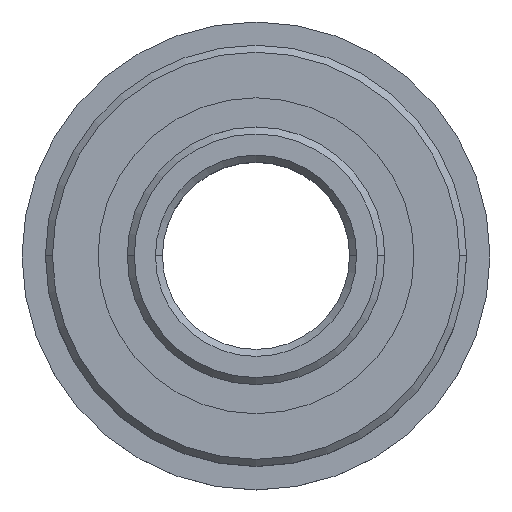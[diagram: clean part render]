
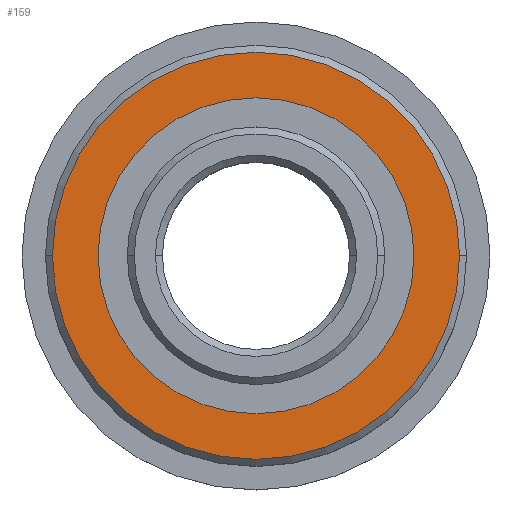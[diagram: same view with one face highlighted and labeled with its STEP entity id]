
A CAD part, top view. The second image highlights one B-rep face of the part: STEP entity #159.
In plain terms, the highlighted planar face has unit normal (0, 0, 1).
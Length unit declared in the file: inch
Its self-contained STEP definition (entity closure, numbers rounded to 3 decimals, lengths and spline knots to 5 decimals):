
#23 = DIRECTION ( 'NONE',  ( 0., 0., 1. ) ) ;
#57 = DIRECTION ( 'NONE',  ( 1., 0., 0. ) ) ;
#92 = CIRCLE ( 'NONE', #1364, 0.54375 ) ;
#159 = ADVANCED_FACE ( 'NONE', ( #864, #1091 ), #592, .F. ) ;
#165 = EDGE_CURVE ( 'NONE', #1619, #263, #866, .T. ) ;
#199 = ORIENTED_EDGE ( 'NONE', *, *, #165, .F. ) ;
#259 = ORIENTED_EDGE ( 'NONE', *, *, #380, .T. ) ;
#263 = VERTEX_POINT ( 'NONE', #1524 ) ;
#349 = DIRECTION ( 'NONE',  ( 0., 0., 1. ) ) ;
#380 = EDGE_CURVE ( 'NONE', #1343, #1639, #874, .T. ) ;
#403 = CARTESIAN_POINT ( 'NONE',  ( 0., 0., 0.1875 ) ) ;
#404 = EDGE_CURVE ( 'NONE', #263, #1619, #1773, .T. ) ;
#460 = CARTESIAN_POINT ( 'NONE',  ( 0., 0.54375, 0.1875 ) ) ;
#532 = DIRECTION ( 'NONE',  ( 1., 0., 0. ) ) ;
#571 = CARTESIAN_POINT ( 'NONE',  ( 0., 0., 0.1875 ) ) ;
#592 = PLANE ( 'NONE',  #893 ) ;
#608 = DIRECTION ( 'NONE',  ( 0., 0., -1. ) ) ;
#749 = DIRECTION ( 'NONE',  ( -1., 0., 0. ) ) ;
#789 = AXIS2_PLACEMENT_3D ( 'NONE', #571, #23, #57 ) ;
#805 = CARTESIAN_POINT ( 'NONE',  ( 0., 0., 0.1875 ) ) ;
#864 = FACE_BOUND ( 'NONE', #1486, .T. ) ;
#866 = CIRCLE ( 'NONE', #789, 0.422 ) ;
#874 = CIRCLE ( 'NONE', #1256, 0.54375 ) ;
#893 = AXIS2_PLACEMENT_3D ( 'NONE', #460, #608, #749 ) ;
#941 = DIRECTION ( 'NONE',  ( 1., 0., 0. ) ) ;
#963 = CARTESIAN_POINT ( 'NONE',  ( 0.54375, 0., 0.1875 ) ) ;
#1091 = FACE_OUTER_BOUND ( 'NONE', #1386, .T. ) ;
#1164 = CARTESIAN_POINT ( 'NONE',  ( 0., 0., 0.1875 ) ) ;
#1256 = AXIS2_PLACEMENT_3D ( 'NONE', #805, #1748, #941 ) ;
#1295 = DIRECTION ( 'NONE',  ( 1., 0., 0. ) ) ;
#1341 = AXIS2_PLACEMENT_3D ( 'NONE', #403, #1345, #532 ) ;
#1343 = VERTEX_POINT ( 'NONE', #963 ) ;
#1345 = DIRECTION ( 'NONE',  ( 0., 0., 1. ) ) ;
#1346 = ORIENTED_EDGE ( 'NONE', *, *, #404, .F. ) ;
#1364 = AXIS2_PLACEMENT_3D ( 'NONE', #1164, #349, #1295 ) ;
#1386 = EDGE_LOOP ( 'NONE', ( #1450, #259 ) ) ;
#1450 = ORIENTED_EDGE ( 'NONE', *, *, #1555, .T. ) ;
#1486 = EDGE_LOOP ( 'NONE', ( #199, #1346 ) ) ;
#1524 = CARTESIAN_POINT ( 'NONE',  ( -0.422, 0., 0.1875 ) ) ;
#1555 = EDGE_CURVE ( 'NONE', #1639, #1343, #92, .T. ) ;
#1619 = VERTEX_POINT ( 'NONE', #1708 ) ;
#1639 = VERTEX_POINT ( 'NONE', #1714 ) ;
#1708 = CARTESIAN_POINT ( 'NONE',  ( 0.422, 0., 0.1875 ) ) ;
#1714 = CARTESIAN_POINT ( 'NONE',  ( -0.54375, 0., 0.1875 ) ) ;
#1748 = DIRECTION ( 'NONE',  ( 0., 0., 1. ) ) ;
#1773 = CIRCLE ( 'NONE', #1341, 0.422 ) ;
